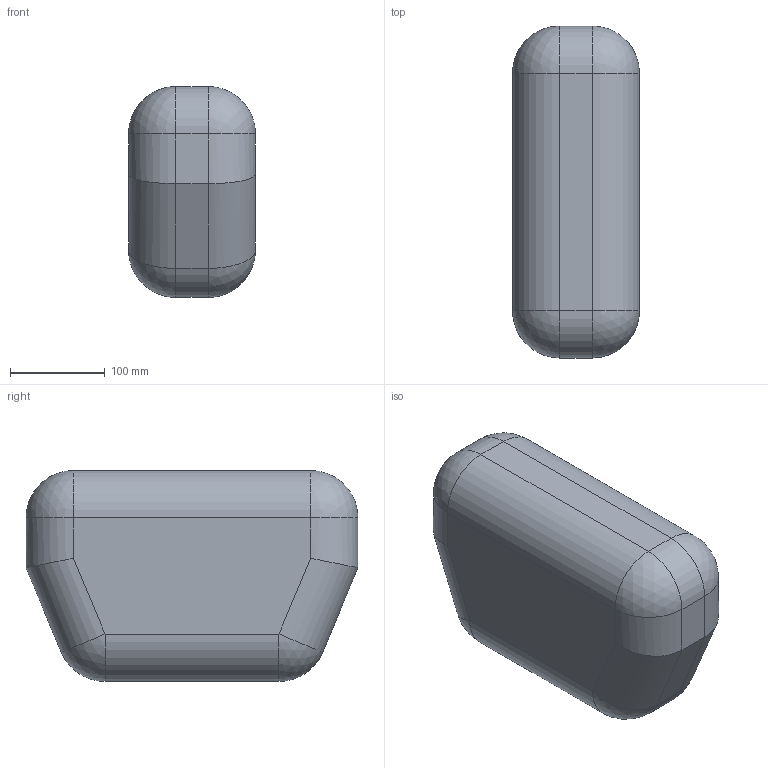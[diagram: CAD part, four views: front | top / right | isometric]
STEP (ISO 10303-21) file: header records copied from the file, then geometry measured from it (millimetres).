
FILE_DESCRIPTION((''),'2;1');
FILE_NAME('UPPERTRUNK','2019-07-19T12:28:31',('joelb'),(''),'CREO PARAMETRIC BY PTC INC, 2017260','CREO PARAMETRIC BY PTC INC, 2017260','');
FILE_SCHEMA(('CONFIG_CONTROL_DESIGN'));
Length unit declared in the file: metre
Products named in the file (1): UPPERTRUNK
Bounding box: 133.9 x 350 x 222.49 mm (x, y, z)
Volume: 8423009.8 mm3; surface area: 230140.4 mm2
Topology: 1 solids, 1 shells, 32 faces, 62 edges, 32 vertices
Faces by surface type: cylinder 16, plane 8, sphere 8
Entity records: 864 total; most frequent: CARTESIAN_POINT 174, DIRECTION 146, ORIENTED_EDGE 124, EDGE_CURVE 62, AXIS2_PLACEMENT_3D 56, VECTOR 34, LINE 34, VERTEX_POINT 32
